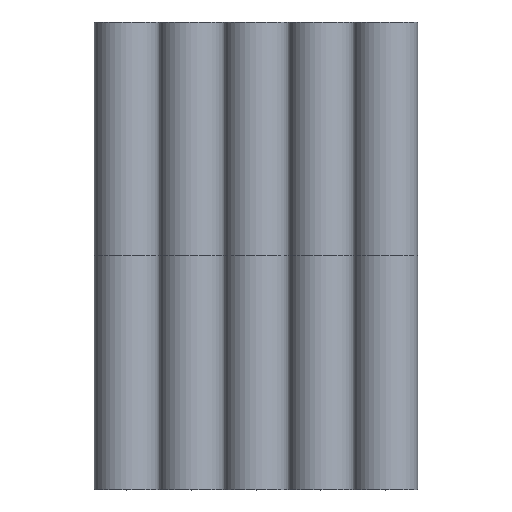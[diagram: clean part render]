
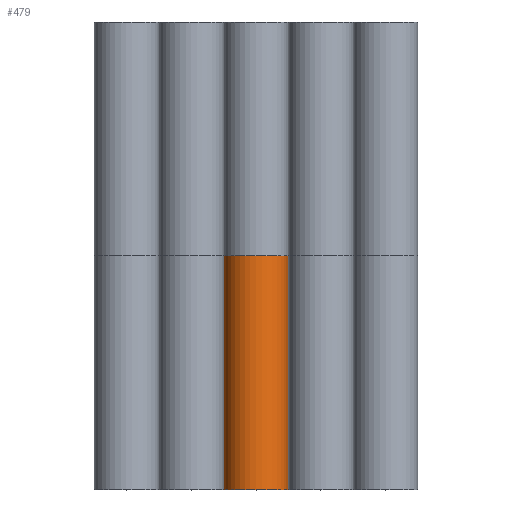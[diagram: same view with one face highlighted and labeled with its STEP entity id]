
A CAD part, top view. The second image highlights one B-rep face of the part: STEP entity #479.
In plain terms, the highlighted cylindrical face has radius 9 mm (diameter 18 mm), a full revolution.
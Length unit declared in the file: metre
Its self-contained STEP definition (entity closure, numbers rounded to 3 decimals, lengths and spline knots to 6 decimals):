
#102=ORIENTED_EDGE('',*,*,#176,.F.);
#103=ORIENTED_EDGE('',*,*,#177,.T.);
#176=EDGE_CURVE('',#216,#216,#256,.T.);
#177=EDGE_CURVE('',#217,#217,#257,.T.);
#216=VERTEX_POINT('',#1138);
#217=VERTEX_POINT('',#1140);
#256=CIRCLE('',#771,0.009);
#257=CIRCLE('',#772,0.009);
#302=EDGE_LOOP('',(#102));
#303=EDGE_LOOP('',(#103));
#382=FACE_BOUND('',#302,.T.);
#383=FACE_BOUND('',#303,.T.);
#453=CYLINDRICAL_SURFACE('',#770,0.009);
#479=ADVANCED_FACE('',(#382,#383),#453,.T.);
#770=AXIS2_PLACEMENT_3D('',#1136,#909,#910);
#771=AXIS2_PLACEMENT_3D('',#1137,#911,#912);
#772=AXIS2_PLACEMENT_3D('',#1139,#913,#914);
#909=DIRECTION('',(0.,1.,0.));
#910=DIRECTION('',(0.,0.,1.));
#911=DIRECTION('',(0.,-1.,0.));
#912=DIRECTION('',(0.,0.,-1.));
#913=DIRECTION('',(0.,-1.,0.));
#914=DIRECTION('',(0.,0.,-1.));
#1136=CARTESIAN_POINT('',(0.036,-0.13,0.018));
#1137=CARTESIAN_POINT('',(0.036,-0.13,0.018));
#1138=CARTESIAN_POINT('',(0.036,-0.13,0.009));
#1139=CARTESIAN_POINT('',(0.036,-0.065,0.018));
#1140=CARTESIAN_POINT('',(0.036,-0.065,0.009));
